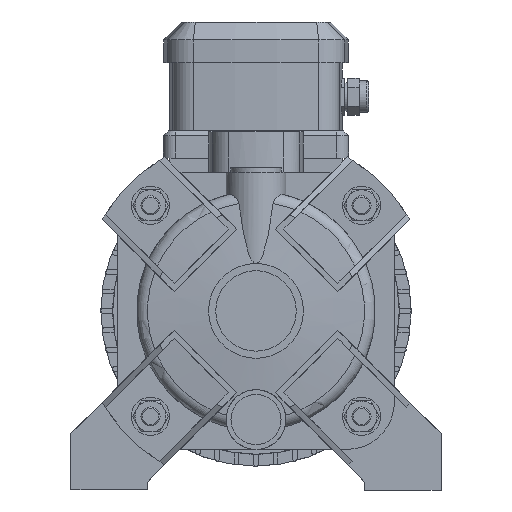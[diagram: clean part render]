
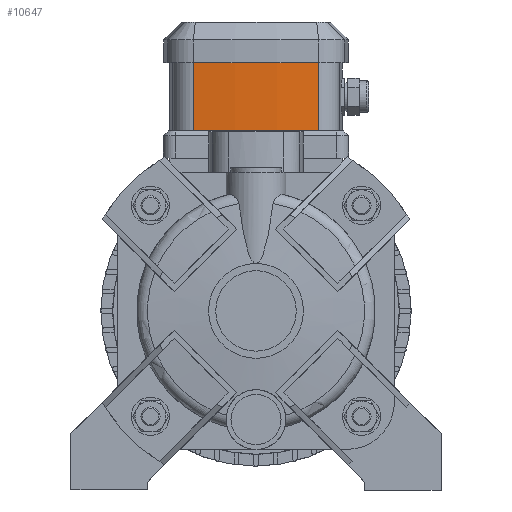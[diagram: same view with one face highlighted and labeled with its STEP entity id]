
A CAD part, left-side view. The second image highlights one B-rep face of the part: STEP entity #10647.
In plain terms, the highlighted cylindrical face has radius 229.062 mm (diameter 458.125 mm), a partial arc.
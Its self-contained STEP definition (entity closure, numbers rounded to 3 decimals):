
#1226=LINE('',#19442,#2029);
#1230=LINE('',#19449,#2033);
#2029=VECTOR('',#14648,10.);
#2033=VECTOR('',#14658,10.);
#3084=FACE_OUTER_BOUND('',#3794,.T.);
#3794=EDGE_LOOP('',(#9812,#9813,#9814,#9815));
#4291=CIRCLE('',#11679,229.062);
#4325=CIRCLE('',#11735,229.062);
#5301=VERTEX_POINT('',#19233);
#5302=VERTEX_POINT('',#19235);
#5337=VERTEX_POINT('',#19422);
#5338=VERTEX_POINT('',#19424);
#6781=EDGE_CURVE('',#5301,#5302,#4291,.T.);
#6834=EDGE_CURVE('',#5338,#5337,#4325,.T.);
#6843=EDGE_CURVE('',#5302,#5337,#1226,.T.);
#6847=EDGE_CURVE('',#5338,#5301,#1230,.T.);
#9812=ORIENTED_EDGE('',*,*,#6843,.F.);
#9813=ORIENTED_EDGE('',*,*,#6781,.F.);
#9814=ORIENTED_EDGE('',*,*,#6847,.F.);
#9815=ORIENTED_EDGE('',*,*,#6834,.T.);
#10040=CYLINDRICAL_SURFACE('',#11749,229.062);
#10647=ADVANCED_FACE('',(#3084),#10040,.T.);
#11679=AXIS2_PLACEMENT_3D('',#19236,#14492,#14493);
#11735=AXIS2_PLACEMENT_3D('',#19425,#14622,#14623);
#11749=AXIS2_PLACEMENT_3D('',#19451,#14661,#14662);
#14492=DIRECTION('center_axis',(0.,0.,-1.));
#14493=DIRECTION('ref_axis',(-0.989,0.147,0.));
#14622=DIRECTION('center_axis',(0.,0.,-1.));
#14623=DIRECTION('ref_axis',(-0.989,0.147,0.));
#14648=DIRECTION('',(0.,0.,1.));
#14658=DIRECTION('',(0.,0.,-1.));
#14661=DIRECTION('center_axis',(0.,0.,1.));
#14662=DIRECTION('ref_axis',(-0.989,0.147,0.));
#19233=CARTESIAN_POINT('',(62.477,-25.971,150.4));
#19235=CARTESIAN_POINT('',(62.477,25.971,150.4));
#19236=CARTESIAN_POINT('Origin',(290.062,0.,
150.4));
#19422=CARTESIAN_POINT('',(62.477,25.971,178.9));
#19424=CARTESIAN_POINT('',(62.477,-25.971,178.9));
#19425=CARTESIAN_POINT('Origin',(290.062,0.,
178.9));
#19442=CARTESIAN_POINT('',(62.477,25.971,150.4));
#19449=CARTESIAN_POINT('',(62.477,-25.971,150.4));
#19451=CARTESIAN_POINT('Origin',(290.062,0.,
150.4));
